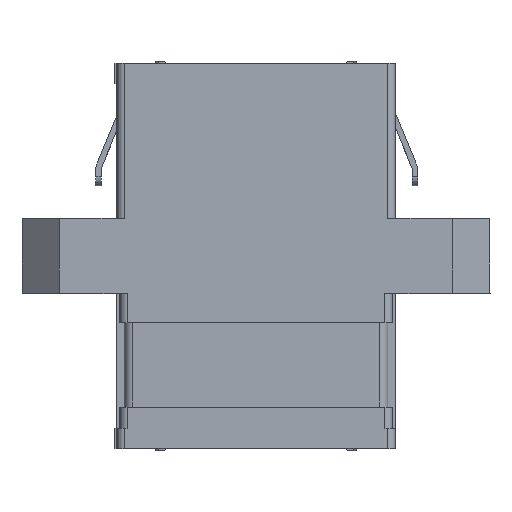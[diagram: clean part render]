
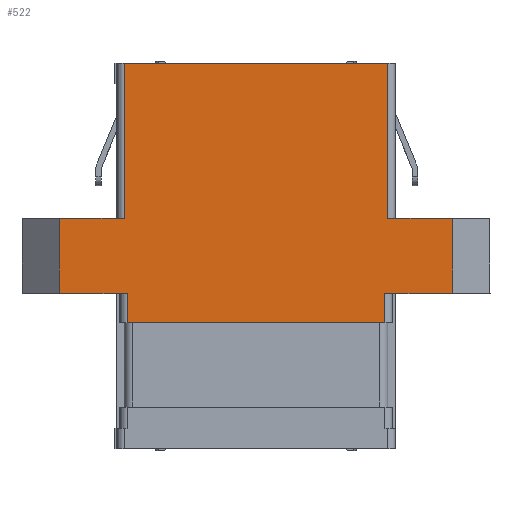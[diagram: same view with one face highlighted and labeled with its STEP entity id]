
A CAD part, top view. The second image highlights one B-rep face of the part: STEP entity #522.
In plain terms, the highlighted planar face has unit normal (0, 0, 1).
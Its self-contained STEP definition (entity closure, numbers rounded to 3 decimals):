
#522=ADVANCED_FACE('',(#1123),#878,.T.);
#878=PLANE('',#7323);
#1123=FACE_OUTER_BOUND('',#1482,.T.);
#1482=EDGE_LOOP('',(#2124,#2125,#2126,#2127,#2128,#2129,#2130,#2131,#2132,
#2133,#2134,#2135));
#2124=ORIENTED_EDGE('',*,*,#4853,.F.);
#2125=ORIENTED_EDGE('',*,*,#4917,.T.);
#2126=ORIENTED_EDGE('',*,*,#4873,.F.);
#2127=ORIENTED_EDGE('',*,*,#4918,.T.);
#2128=ORIENTED_EDGE('',*,*,#4919,.T.);
#2129=ORIENTED_EDGE('',*,*,#4920,.T.);
#2130=ORIENTED_EDGE('',*,*,#4811,.F.);
#2131=ORIENTED_EDGE('',*,*,#4921,.T.);
#2132=ORIENTED_EDGE('',*,*,#4819,.F.);
#2133=ORIENTED_EDGE('',*,*,#4922,.T.);
#2134=ORIENTED_EDGE('',*,*,#4923,.T.);
#2135=ORIENTED_EDGE('',*,*,#4924,.T.);
#4094=VERTEX_POINT('',#10182);
#4095=VERTEX_POINT('',#10184);
#4100=VERTEX_POINT('',#10198);
#4102=VERTEX_POINT('',#10201);
#4131=VERTEX_POINT('',#10267);
#4132=VERTEX_POINT('',#10269);
#4149=VERTEX_POINT('',#10307);
#4150=VERTEX_POINT('',#10309);
#4187=VERTEX_POINT('',#10397);
#4188=VERTEX_POINT('',#10399);
#4189=VERTEX_POINT('',#10403);
#4190=VERTEX_POINT('',#10405);
#4811=EDGE_CURVE('',#4094,#4095,#5837,.T.);
#4819=EDGE_CURVE('',#4100,#4102,#5843,.T.);
#4853=EDGE_CURVE('',#4131,#4132,#5868,.T.);
#4873=EDGE_CURVE('',#4149,#4150,#5885,.T.);
#4917=EDGE_CURVE('',#4131,#4150,#5912,.T.);
#4918=EDGE_CURVE('',#4149,#4187,#5913,.T.);
#4919=EDGE_CURVE('',#4187,#4188,#5914,.T.);
#4920=EDGE_CURVE('',#4188,#4095,#5915,.T.);
#4921=EDGE_CURVE('',#4094,#4102,#5916,.T.);
#4922=EDGE_CURVE('',#4100,#4189,#5917,.T.);
#4923=EDGE_CURVE('',#4189,#4190,#5918,.T.);
#4924=EDGE_CURVE('',#4190,#4132,#5919,.T.);
#5837=LINE('',#10183,#6591);
#5843=LINE('',#10200,#6597);
#5868=LINE('',#10268,#6622);
#5885=LINE('',#10308,#6639);
#5912=LINE('',#10395,#6666);
#5913=LINE('',#10396,#6667);
#5914=LINE('',#10398,#6668);
#5915=LINE('',#10400,#6669);
#5916=LINE('',#10401,#6670);
#5917=LINE('',#10402,#6671);
#5918=LINE('',#10404,#6672);
#5919=LINE('',#10406,#6673);
#6591=VECTOR('',#8077,1.);
#6597=VECTOR('',#8091,1.);
#6622=VECTOR('',#8142,1.);
#6639=VECTOR('',#8169,1.);
#6666=VECTOR('',#8242,1.);
#6667=VECTOR('',#8243,1.);
#6668=VECTOR('',#8244,1.);
#6669=VECTOR('',#8245,1.);
#6670=VECTOR('',#8246,1.);
#6671=VECTOR('',#8247,1.);
#6672=VECTOR('',#8248,1.);
#6673=VECTOR('',#8249,1.);
#7323=AXIS2_PLACEMENT_3D('',#10407,#8250,#8251);
#8077=DIRECTION('',(1.,0.,0.));
#8091=DIRECTION('',(-1.,0.,0.));
#8142=DIRECTION('',(-1.,0.,0.));
#8169=DIRECTION('',(1.,0.,0.));
#8242=DIRECTION('',(0.,1.,0.));
#8243=DIRECTION('',(0.,1.,0.));
#8244=DIRECTION('',(-1.,0.,0.));
#8245=DIRECTION('',(0.,-1.,0.));
#8246=DIRECTION('',(0.,-1.,0.));
#8247=DIRECTION('',(0.,-1.,0.));
#8248=DIRECTION('',(1.,0.,0.));
#8249=DIRECTION('',(0.,1.,0.));
#8250=DIRECTION('',(0.,0.,1.));
#8251=DIRECTION('',(0.,1.,0.));
#10182=CARTESIAN_POINT('',(-15.284,-38.775,10.7));
#10183=CARTESIAN_POINT('',(-4.784,-38.775,10.7));
#10184=CARTESIAN_POINT('',(-11.819,-38.775,10.7));
#10198=CARTESIAN_POINT('',(-11.659,-42.775,10.7));
#10200=CARTESIAN_POINT('',(-4.784,-42.775,10.7));
#10201=CARTESIAN_POINT('',(-15.284,-42.775,10.7));
#10267=CARTESIAN_POINT('',(5.716,-42.775,10.7));
#10268=CARTESIAN_POINT('',(-4.784,-42.775,10.7));
#10269=CARTESIAN_POINT('',(2.091,-42.775,10.7));
#10307=CARTESIAN_POINT('',(2.251,-38.775,10.7));
#10308=CARTESIAN_POINT('',(-4.784,-38.775,10.7));
#10309=CARTESIAN_POINT('',(5.716,-38.775,10.7));
#10395=CARTESIAN_POINT('',(5.716,-38.775,10.7));
#10396=CARTESIAN_POINT('',(2.251,-38.775,10.7));
#10397=CARTESIAN_POINT('',(2.251,-30.475,10.7));
#10398=CARTESIAN_POINT('',(-17.284,-30.475,10.7));
#10399=CARTESIAN_POINT('',(-11.819,-30.475,10.7));
#10400=CARTESIAN_POINT('',(-11.819,-38.775,10.7));
#10401=CARTESIAN_POINT('',(-15.284,-38.775,10.7));
#10402=CARTESIAN_POINT('',(-11.659,-38.775,10.7));
#10403=CARTESIAN_POINT('',(-11.659,-44.35,10.7));
#10404=CARTESIAN_POINT('',(-17.284,-44.35,10.7));
#10405=CARTESIAN_POINT('',(2.091,-44.35,10.7));
#10406=CARTESIAN_POINT('',(2.091,-38.775,10.7));
#10407=CARTESIAN_POINT('',(-17.284,-38.775,10.7));
